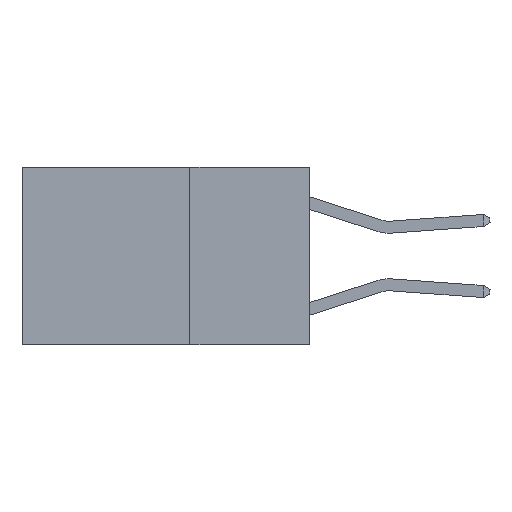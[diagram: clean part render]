
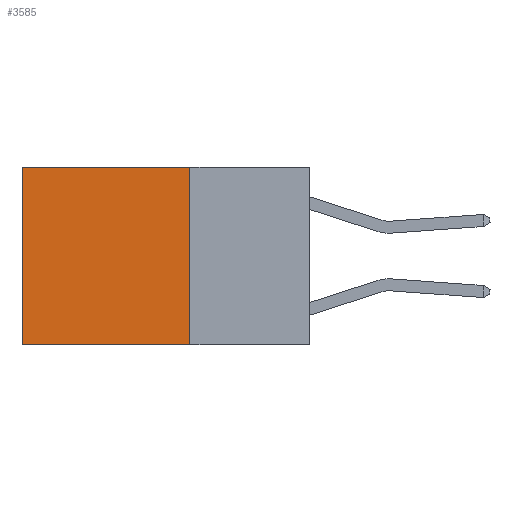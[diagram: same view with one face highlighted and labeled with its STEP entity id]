
A CAD part, left-side view. The second image highlights one B-rep face of the part: STEP entity #3585.
In plain terms, the highlighted planar face has unit normal (-1, 0, 0).
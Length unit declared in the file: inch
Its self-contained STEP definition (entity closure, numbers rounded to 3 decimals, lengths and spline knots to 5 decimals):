
#155 = DIRECTION ( 'NONE',  ( 0., 0., -1. ) ) ;
#256 = LINE ( 'NONE', #870, #6510 ) ;
#649 = EDGE_CURVE ( 'NONE', #1681, #2138, #8773, .T. ) ;
#870 = CARTESIAN_POINT ( 'NONE',  ( 0.2625, 0.6, 0. ) ) ;
#899 = CARTESIAN_POINT ( 'NONE',  ( 0.2625, 0.6, 0. ) ) ;
#1177 = EDGE_LOOP ( 'NONE', ( #5782, #9598, #6390, #1586 ) ) ;
#1254 = CARTESIAN_POINT ( 'NONE',  ( 0.2625, 0.25, -0.37 ) ) ;
#1281 = DIRECTION ( 'NONE',  ( 0., 0., -1. ) ) ;
#1586 = ORIENTED_EDGE ( 'NONE', *, *, #4392, .T. ) ;
#1596 = VERTEX_POINT ( 'NONE', #899 ) ;
#1681 = VERTEX_POINT ( 'NONE', #8919 ) ;
#2121 = CARTESIAN_POINT ( 'NONE',  ( 0.2625, 0.25, 0. ) ) ;
#2138 = VERTEX_POINT ( 'NONE', #9383 ) ;
#2313 = LINE ( 'NONE', #5666, #10253 ) ;
#2815 = DIRECTION ( 'NONE',  ( 0., 1., 0. ) ) ;
#3585 = ADVANCED_FACE ( 'NONE', ( #7929 ), #9603, .F. ) ;
#3635 = LINE ( 'NONE', #8567, #5551 ) ;
#4123 = VECTOR ( 'NONE', #7954, 39.37008 ) ;
#4392 = EDGE_CURVE ( 'NONE', #5393, #1596, #3635, .T. ) ;
#4538 = EDGE_CURVE ( 'NONE', #5393, #1681, #2313, .T. ) ;
#5393 = VERTEX_POINT ( 'NONE', #8715 ) ;
#5551 = VECTOR ( 'NONE', #2815, 39.37008 ) ;
#5666 = CARTESIAN_POINT ( 'NONE',  ( 0.2625, 0.25, 0. ) ) ;
#5782 = ORIENTED_EDGE ( 'NONE', *, *, #10522, .T. ) ;
#6390 = ORIENTED_EDGE ( 'NONE', *, *, #4538, .F. ) ;
#6510 = VECTOR ( 'NONE', #155, 39.37008 ) ;
#7929 = FACE_OUTER_BOUND ( 'NONE', #1177, .T. ) ;
#7954 = DIRECTION ( 'NONE',  ( 0., 1., 0. ) ) ;
#8567 = CARTESIAN_POINT ( 'NONE',  ( 0.2625, 0.25, 0. ) ) ;
#8715 = CARTESIAN_POINT ( 'NONE',  ( 0.2625, 0.25, 0. ) ) ;
#8773 = LINE ( 'NONE', #1254, #4123 ) ;
#8805 = DIRECTION ( 'NONE',  ( 1., 0., 0. ) ) ;
#8919 = CARTESIAN_POINT ( 'NONE',  ( 0.2625, 0.25, -0.37 ) ) ;
#8993 = DIRECTION ( 'NONE',  ( 0., 0., -1. ) ) ;
#9383 = CARTESIAN_POINT ( 'NONE',  ( 0.2625, 0.6, -0.37 ) ) ;
#9598 = ORIENTED_EDGE ( 'NONE', *, *, #649, .F. ) ;
#9603 = PLANE ( 'NONE',  #9932 ) ;
#9932 = AXIS2_PLACEMENT_3D ( 'NONE', #2121, #8805, #1281 ) ;
#10253 = VECTOR ( 'NONE', #8993, 39.37008 ) ;
#10522 = EDGE_CURVE ( 'NONE', #1596, #2138, #256, .T. ) ;
